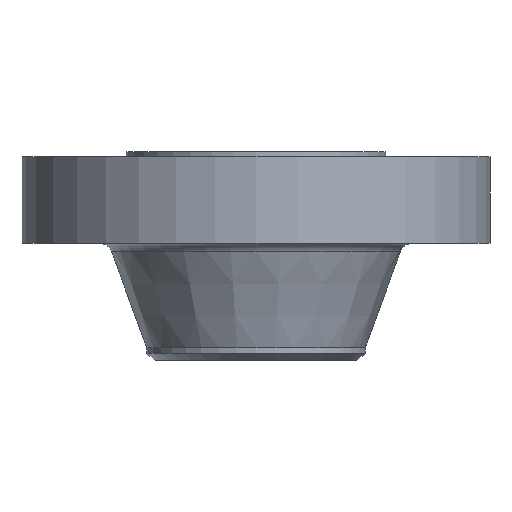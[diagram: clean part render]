
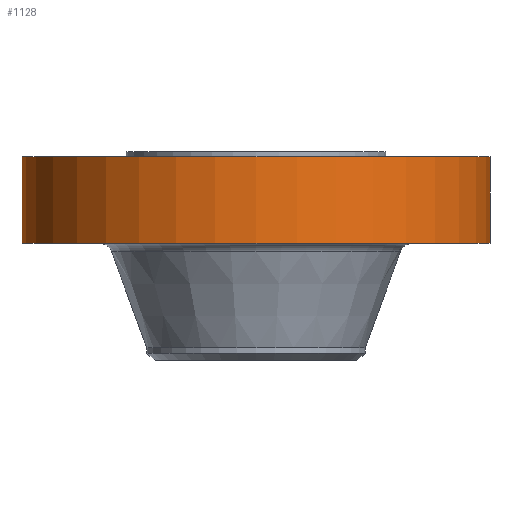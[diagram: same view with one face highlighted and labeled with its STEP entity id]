
A CAD part, front view. The second image highlights one B-rep face of the part: STEP entity #1128.
In plain terms, the highlighted cylindrical face has radius 292.1 mm (diameter 584.2 mm), a partial arc.
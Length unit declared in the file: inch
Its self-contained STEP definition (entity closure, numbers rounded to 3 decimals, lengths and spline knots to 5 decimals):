
#15 = CARTESIAN_POINT ( 'NONE',  ( 0., 0., 0. ) ) ;
#84 = CARTESIAN_POINT ( 'NONE',  ( -11.5, 0., -0.25 ) ) ;
#98 = VERTEX_POINT ( 'NONE', #574 ) ;
#124 = DIRECTION ( 'NONE',  ( 0., 0., 1. ) ) ;
#217 = DIRECTION ( 'NONE',  ( 0., 0., 1. ) ) ;
#221 = LINE ( 'NONE', #662, #880 ) ;
#225 = VECTOR ( 'NONE', #647, 39.37008 ) ;
#247 = AXIS2_PLACEMENT_3D ( 'NONE', #1242, #217, #684 ) ;
#318 = DIRECTION ( 'NONE',  ( 0., 0., 1. ) ) ;
#412 = ORIENTED_EDGE ( 'NONE', *, *, #741, .T. ) ;
#431 = CIRCLE ( 'NONE', #247, 11.5 ) ;
#470 = EDGE_LOOP ( 'NONE', ( #487, #412, #1044, #941 ) ) ;
#487 = ORIENTED_EDGE ( 'NONE', *, *, #1029, .F. ) ;
#574 = CARTESIAN_POINT ( 'NONE',  ( 11.5, 0., -0.25 ) ) ;
#593 = AXIS2_PLACEMENT_3D ( 'NONE', #15, #124, #1018 ) ;
#597 = VERTEX_POINT ( 'NONE', #1447 ) ;
#622 = EDGE_CURVE ( 'NONE', #785, #98, #431, .T. ) ;
#647 = DIRECTION ( 'NONE',  ( 0., 0., 1. ) ) ;
#662 = CARTESIAN_POINT ( 'NONE',  ( 11.5, 0., 0. ) ) ;
#677 = FACE_OUTER_BOUND ( 'NONE', #470, .T. ) ;
#684 = DIRECTION ( 'NONE',  ( 1., 0., 0. ) ) ;
#741 = EDGE_CURVE ( 'NONE', #1180, #597, #1225, .T. ) ;
#785 = VERTEX_POINT ( 'NONE', #84 ) ;
#863 = DIRECTION ( 'NONE',  ( 1., 0., 0. ) ) ;
#880 = VECTOR ( 'NONE', #1338, 39.37008 ) ;
#900 = LINE ( 'NONE', #1204, #225 ) ;
#928 = AXIS2_PLACEMENT_3D ( 'NONE', #1057, #318, #863 ) ;
#941 = ORIENTED_EDGE ( 'NONE', *, *, #622, .F. ) ;
#1013 = CARTESIAN_POINT ( 'NONE',  ( -11.5, 0., -4.5 ) ) ;
#1018 = DIRECTION ( 'NONE',  ( 1., 0., 0. ) ) ;
#1029 = EDGE_CURVE ( 'NONE', #1180, #785, #900, .T. ) ;
#1044 = ORIENTED_EDGE ( 'NONE', *, *, #1431, .T. ) ;
#1057 = CARTESIAN_POINT ( 'NONE',  ( 0., 0., -4.5 ) ) ;
#1116 = CYLINDRICAL_SURFACE ( 'NONE', #593, 11.5 ) ;
#1128 = ADVANCED_FACE ( 'NONE', ( #677 ), #1116, .T. ) ;
#1180 = VERTEX_POINT ( 'NONE', #1013 ) ;
#1204 = CARTESIAN_POINT ( 'NONE',  ( -11.5, 0., 0. ) ) ;
#1225 = CIRCLE ( 'NONE', #928, 11.5 ) ;
#1242 = CARTESIAN_POINT ( 'NONE',  ( 0., 0., -0.25 ) ) ;
#1338 = DIRECTION ( 'NONE',  ( 0., 0., 1. ) ) ;
#1431 = EDGE_CURVE ( 'NONE', #597, #98, #221, .T. ) ;
#1447 = CARTESIAN_POINT ( 'NONE',  ( 11.5, 0., -4.5 ) ) ;
